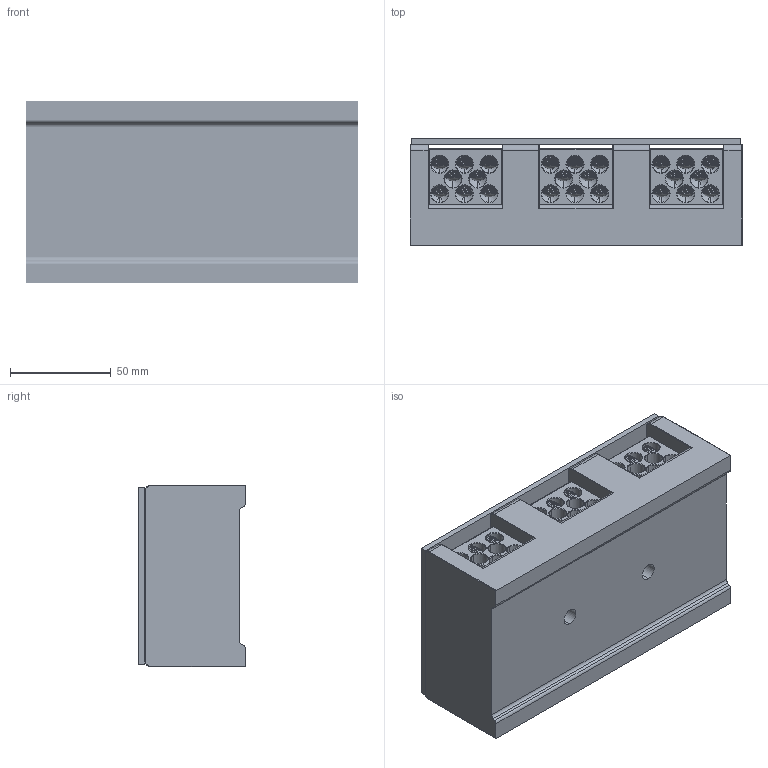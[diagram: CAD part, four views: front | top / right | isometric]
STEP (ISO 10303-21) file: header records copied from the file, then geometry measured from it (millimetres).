
FILE_DESCRIPTION((''),'2;1');
FILE_NAME('UDJ-4003_8_25','2024-07-05T',('dell'),(''),'PRO/ENGINEER BY PARAMETRIC TECHNOLOGY CORPORATION, 2013230','PRO/ENGINEER BY PARAMETRIC TECHNOLOGY CORPORATION, 2013230','');
FILE_SCHEMA(('AUTOMOTIVE_DESIGN { 1 0 10303 214 1 1 1 1 }'));
Products named in the file (1): UDJ-4003_8_25
Bounding box: 165 x 53 x 90 mm (x, y, z)
Volume: 553673.9 mm3; surface area: 149232.8 mm2
Topology: 4 solids, 37 shells, 2651 faces, 8154 edges, 5123 vertices
Faces by surface type: plane 1235, cylinder 825, cone 258, bspline 252, sphere 48, torus 28, extrusion 5
Entity records: 144665 total; most frequent: CARTESIAN_POINT 77325, ORIENTED_EDGE 15888, DIRECTION 11619, EDGE_CURVE 7944, VERTEX_POINT 5093, VECTOR 4031, LINE 4026, AXIS2_PLACEMENT_3D 3794
